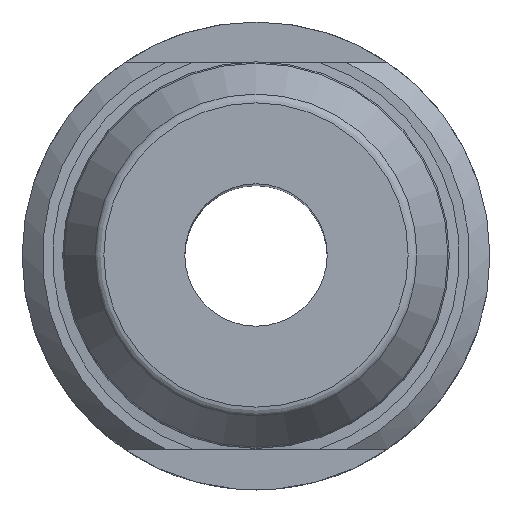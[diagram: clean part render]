
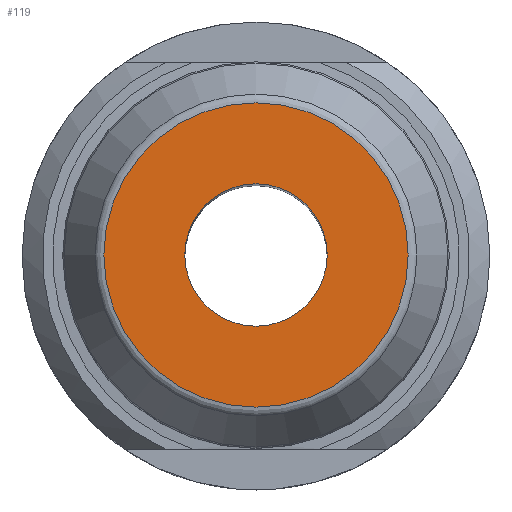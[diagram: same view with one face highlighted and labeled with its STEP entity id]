
A CAD part, top view. The second image highlights one B-rep face of the part: STEP entity #119.
In plain terms, the highlighted planar face has unit normal (0, 0, 1).
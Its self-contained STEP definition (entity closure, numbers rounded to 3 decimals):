
#65=FACE_BOUND('',#174,.T.);
#66=FACE_BOUND('',#175,.T.);
#119=ADVANCED_FACE('',(#65,#66),#149,.F.);
#149=PLANE('',#507);
#174=EDGE_LOOP('',(#289));
#175=EDGE_LOOP('',(#290));
#236=CIRCLE('',#505,7.479);
#237=CIRCLE('',#506,3.5);
#289=ORIENTED_EDGE('',*,*,#422,.T.);
#290=ORIENTED_EDGE('',*,*,#423,.T.);
#375=VERTEX_POINT('',#785);
#376=VERTEX_POINT('',#787);
#422=EDGE_CURVE('',#375,#375,#236,.T.);
#423=EDGE_CURVE('',#376,#376,#237,.T.);
#505=AXIS2_PLACEMENT_3D('',#784,#604,#605);
#506=AXIS2_PLACEMENT_3D('',#786,#606,#607);
#507=AXIS2_PLACEMENT_3D('',#788,#608,#609);
#604=DIRECTION('',(0.,0.,1.));
#605=DIRECTION('',(0.,1.,0.));
#606=DIRECTION('',(0.,0.,-1.));
#607=DIRECTION('',(0.,1.,0.));
#608=DIRECTION('',(0.,0.,-1.));
#609=DIRECTION('',(0.,1.,0.));
#784=CARTESIAN_POINT('',(0.,0.,29.));
#785=CARTESIAN_POINT('',(0.,7.479,29.));
#786=CARTESIAN_POINT('',(0.,0.,29.));
#787=CARTESIAN_POINT('',(0.,3.5,29.));
#788=CARTESIAN_POINT('',(0.,3.5,29.));
